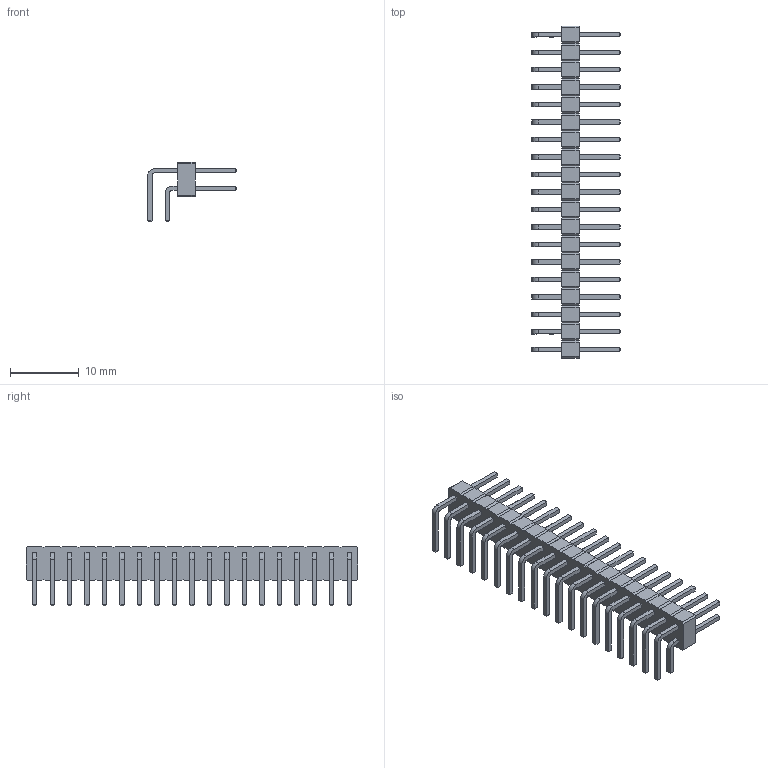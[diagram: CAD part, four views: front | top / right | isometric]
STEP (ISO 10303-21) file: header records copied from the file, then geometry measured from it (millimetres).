
FILE_DESCRIPTION(/* description */ ('model of Pin_Header_Angled_2x19_Pitch2.54mm'),/* implementation_level */ '2;1');
FILE_NAME(/* name */ 'Pin_Header_Angled_2x19_Pitch2.54mm.step',/* time_stamp */ '2017-06-29T09:41:14',/* author */ ('kicad StepUp','ksu'),/* organization */ ('FreeCAD'),/* preprocessor_version */ 'OCC',/* originating_system */ 'kicad StepUp',/* authorisation */ '');
FILE_SCHEMA(('AUTOMOTIVE_DESIGN_CC2 { 1 2 10303 214 -1 1 5 4 }'));
Length unit declared in the file: millimetre
Products named in the file (1): Pin_Header_Angled_2x19_Pitch254mm
Bounding box: 12.9 x 48.26 x 8.72 mm (x, y, z)
Volume: 842.8 mm3; surface area: 2179.1 mm2
Topology: 1 solids, 1 shells, 954 faces, 2324 edges, 1448 vertices
Faces by surface type: plane 878, cylinder 76
Entity records: 33799 total; most frequent: CARTESIAN_POINT 4727, ORIENTED_EDGE 4648, DIRECTION 4386, EDGE_CURVE 2324, LINE 2172, VECTOR 2172, VERTEX_POINT 1448, AXIS2_PLACEMENT_3D 1107
